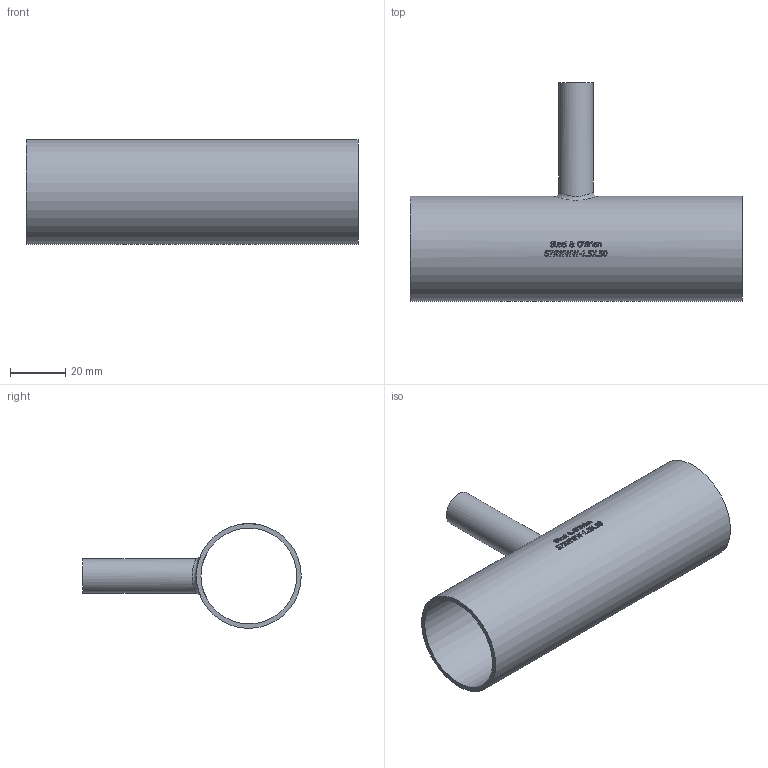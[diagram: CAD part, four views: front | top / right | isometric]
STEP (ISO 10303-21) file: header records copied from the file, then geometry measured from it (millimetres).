
FILE_DESCRIPTION(/* description */ (''),/* implementation_level */ '2;1');
FILE_NAME(/* name */ 'S7RWWW-1.5X.50.stp',/* time_stamp */ '2018-11-29T08:24:47-05:00',/* author */ ('ken'),/* organization */ (''),/* preprocessor_version */ 'ST-DEVELOPER v15.2',/* originating_system */ 'Autodesk Inventor 2014',/* authorisation */ '');
FILE_SCHEMA (('AUTOMOTIVE_DESIGN { 1 0 10303 214 3 1 1 }'));
Length unit declared in the file: inch
Products named in the file (1): S7RWWW-1.5X.50
Bounding box: 120.65 x 79.38 x 38.1 mm (x, y, z)
Volume: 25094.6 mm3; surface area: 30825 mm2
Topology: 1 solids, 1 shells, 416 faces, 1129 edges, 753 vertices
Faces by surface type: plane 192, bspline 182, cylinder 42
Full cylindrical faces by diameter (mm): 9.398 x1, 12.7 x1, 34.798 x1, 38.1 x1
Entity records: 16620 total; most frequent: CARTESIAN_POINT 7140, ORIENTED_EDGE 2240, DIRECTION 1438, EDGE_CURVE 1120, VERTEX_POINT 749, LINE 542, VECTOR 542, EDGE_LOOP 463
